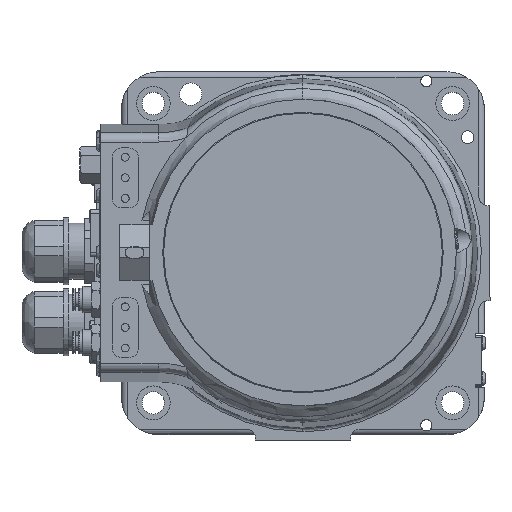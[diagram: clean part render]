
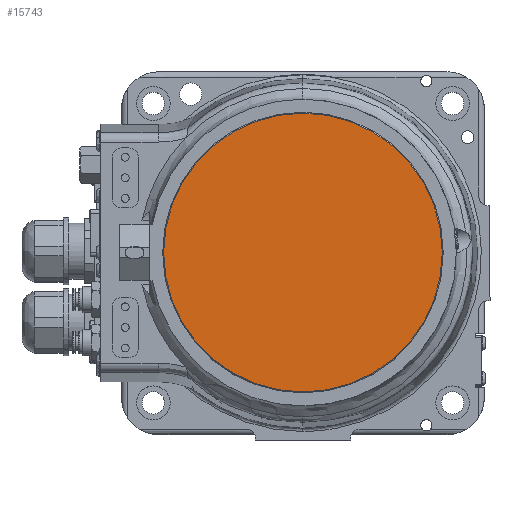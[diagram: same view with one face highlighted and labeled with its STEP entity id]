
A CAD part, top view. The second image highlights one B-rep face of the part: STEP entity #15743.
In plain terms, the highlighted planar face has unit normal (0, 0, 1).
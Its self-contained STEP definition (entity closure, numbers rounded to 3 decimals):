
#691 = EDGE_CURVE ( 'NONE', #3238, #11136, #25517, .T. ) ;
#2137 = CARTESIAN_POINT ( 'NONE',  ( 0., 0., 0. ) ) ;
#3238 = VERTEX_POINT ( 'NONE', #12340 ) ;
#4063 = ORIENTED_EDGE ( 'NONE', *, *, #10740, .F. ) ;
#4190 = FACE_OUTER_BOUND ( 'NONE', #16693, .T. ) ;
#6914 = CARTESIAN_POINT ( 'NONE',  ( 0., 74.5, 0. ) ) ;
#7295 = DIRECTION ( 'NONE',  ( 0., -1., 0. ) ) ;
#8429 = CARTESIAN_POINT ( 'NONE',  ( 0., 0., 0. ) ) ;
#10490 = DIRECTION ( 'NONE',  ( 0., 0., -1. ) ) ;
#10740 = EDGE_CURVE ( 'NONE', #11136, #3238, #22173, .T. ) ;
#11136 = VERTEX_POINT ( 'NONE', #6914 ) ;
#12340 = CARTESIAN_POINT ( 'NONE',  ( 0., -74.5, 0. ) ) ;
#12536 = PLANE ( 'NONE',  #22913 ) ;
#13569 = DIRECTION ( 'NONE',  ( 0., 0., -1. ) ) ;
#14171 = AXIS2_PLACEMENT_3D ( 'NONE', #17930, #13569, #7295 ) ;
#15743 = ADVANCED_FACE ( 'NONE', ( #4190 ), #12536, .F. ) ;
#16693 = EDGE_LOOP ( 'NONE', ( #21551, #4063 ) ) ;
#17930 = CARTESIAN_POINT ( 'NONE',  ( 0., 0., 0. ) ) ;
#19228 = DIRECTION ( 'NONE',  ( 0., -1., 0. ) ) ;
#21551 = ORIENTED_EDGE ( 'NONE', *, *, #691, .F. ) ;
#22173 = CIRCLE ( 'NONE', #23486, 74.5 ) ;
#22913 = AXIS2_PLACEMENT_3D ( 'NONE', #2137, #10490, #23056 ) ;
#23056 = DIRECTION ( 'NONE',  ( 0., -1., 0. ) ) ;
#23486 = AXIS2_PLACEMENT_3D ( 'NONE', #8429, #25103, #19228 ) ;
#25103 = DIRECTION ( 'NONE',  ( 0., 0., -1. ) ) ;
#25517 = CIRCLE ( 'NONE', #14171, 74.5 ) ;
